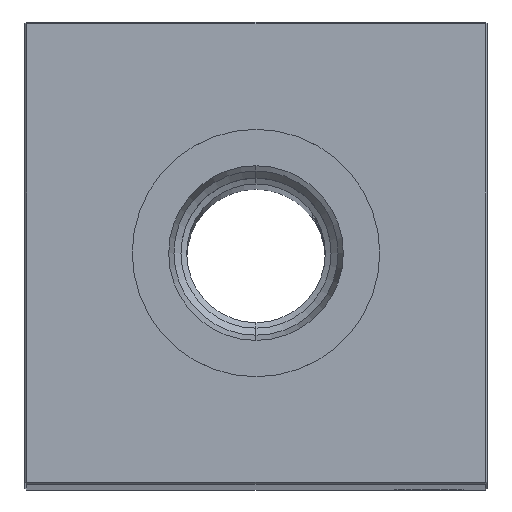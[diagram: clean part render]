
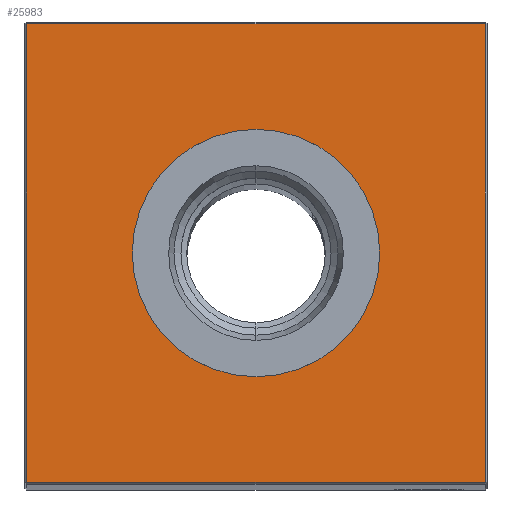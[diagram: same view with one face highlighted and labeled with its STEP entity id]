
A CAD part, top view. The second image highlights one B-rep face of the part: STEP entity #25983.
In plain terms, the highlighted planar face has unit normal (0, 0, 1).
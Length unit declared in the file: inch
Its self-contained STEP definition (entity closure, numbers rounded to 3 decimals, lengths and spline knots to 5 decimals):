
#695 = DIRECTION ( 'NONE',  ( -1., 0., 0. ) ) ;
#1509 = VECTOR ( 'NONE', #24109, 39.37008 ) ;
#1903 = EDGE_CURVE ( 'NONE', #4431, #19912, #11523, .T. ) ;
#2047 = DIRECTION ( 'NONE',  ( 0., 0., -1. ) ) ;
#2531 = CARTESIAN_POINT ( 'NONE',  ( 0., 0., 18.25 ) ) ;
#2976 = LINE ( 'NONE', #18082, #15230 ) ;
#3108 = EDGE_CURVE ( 'NONE', #4686, #25737, #25149, .T. ) ;
#3277 = PLANE ( 'NONE',  #14311 ) ;
#3485 = CARTESIAN_POINT ( 'NONE',  ( 0., -0.66929, 18.25 ) ) ;
#3939 = EDGE_CURVE ( 'NONE', #19912, #14175, #17923, .T. ) ;
#4120 = CARTESIAN_POINT ( 'NONE',  ( 1.24, 1.24, 18.25 ) ) ;
#4431 = VERTEX_POINT ( 'NONE', #5932 ) ;
#4472 = DIRECTION ( 'NONE',  ( -1., 0., 0. ) ) ;
#4686 = VERTEX_POINT ( 'NONE', #3485 ) ;
#5932 = CARTESIAN_POINT ( 'NONE',  ( -1.24, 1.24, 18.25 ) ) ;
#6417 = ORIENTED_EDGE ( 'NONE', *, *, #25447, .T. ) ;
#6944 = CARTESIAN_POINT ( 'NONE',  ( -1.24, -1.24, 18.25 ) ) ;
#7438 = ORIENTED_EDGE ( 'NONE', *, *, #3108, .T. ) ;
#10640 = DIRECTION ( 'NONE',  ( -1., 0., 0. ) ) ;
#10718 = LINE ( 'NONE', #15135, #1509 ) ;
#11265 = EDGE_LOOP ( 'NONE', ( #17535, #7438 ) ) ;
#11523 = LINE ( 'NONE', #20223, #26879 ) ;
#11668 = DIRECTION ( 'NONE',  ( 0., -1., 0. ) ) ;
#12093 = ORIENTED_EDGE ( 'NONE', *, *, #1903, .T. ) ;
#12879 = AXIS2_PLACEMENT_3D ( 'NONE', #2531, #19489, #10640 ) ;
#13549 = AXIS2_PLACEMENT_3D ( 'NONE', #14865, #2047, #4472 ) ;
#14103 = DIRECTION ( 'NONE',  ( -1., 0., 0. ) ) ;
#14175 = VERTEX_POINT ( 'NONE', #22392 ) ;
#14311 = AXIS2_PLACEMENT_3D ( 'NONE', #22533, #20655, #14103 ) ;
#14740 = VECTOR ( 'NONE', #26742, 39.37008 ) ;
#14865 = CARTESIAN_POINT ( 'NONE',  ( 0., 0., 18.25 ) ) ;
#15135 = CARTESIAN_POINT ( 'NONE',  ( 1.24, 0., 18.25 ) ) ;
#15230 = VECTOR ( 'NONE', #695, 39.37008 ) ;
#15720 = ORIENTED_EDGE ( 'NONE', *, *, #18383, .T. ) ;
#17535 = ORIENTED_EDGE ( 'NONE', *, *, #23275, .T. ) ;
#17923 = LINE ( 'NONE', #20471, #14740 ) ;
#18082 = CARTESIAN_POINT ( 'NONE',  ( 0., 1.24, 18.25 ) ) ;
#18383 = EDGE_CURVE ( 'NONE', #14175, #26124, #10718, .T. ) ;
#19489 = DIRECTION ( 'NONE',  ( 0., 0., -1. ) ) ;
#19912 = VERTEX_POINT ( 'NONE', #6944 ) ;
#20223 = CARTESIAN_POINT ( 'NONE',  ( -1.24, 0., 18.25 ) ) ;
#20250 = FACE_BOUND ( 'NONE', #11265, .T. ) ;
#20471 = CARTESIAN_POINT ( 'NONE',  ( 0., -1.24, 18.25 ) ) ;
#20655 = DIRECTION ( 'NONE',  ( 0., 0., -1. ) ) ;
#22392 = CARTESIAN_POINT ( 'NONE',  ( 1.24, -1.24, 18.25 ) ) ;
#22533 = CARTESIAN_POINT ( 'NONE',  ( 0., 0., 18.25 ) ) ;
#23275 = EDGE_CURVE ( 'NONE', #25737, #4686, #25806, .T. ) ;
#24109 = DIRECTION ( 'NONE',  ( 0., 1., 0. ) ) ;
#25081 = CARTESIAN_POINT ( 'NONE',  ( 0., 0.66929, 18.25 ) ) ;
#25149 = CIRCLE ( 'NONE', #12879, 0.66929 ) ;
#25447 = EDGE_CURVE ( 'NONE', #26124, #4431, #2976, .T. ) ;
#25737 = VERTEX_POINT ( 'NONE', #25081 ) ;
#25806 = CIRCLE ( 'NONE', #13549, 0.66929 ) ;
#25983 = ADVANCED_FACE ( 'NONE', ( #26653, #20250 ), #3277, .F. ) ;
#26124 = VERTEX_POINT ( 'NONE', #4120 ) ;
#26653 = FACE_OUTER_BOUND ( 'NONE', #26771, .T. ) ;
#26742 = DIRECTION ( 'NONE',  ( 1., 0., 0. ) ) ;
#26771 = EDGE_LOOP ( 'NONE', ( #12093, #27153, #15720, #6417 ) ) ;
#26879 = VECTOR ( 'NONE', #11668, 39.37008 ) ;
#27153 = ORIENTED_EDGE ( 'NONE', *, *, #3939, .T. ) ;
